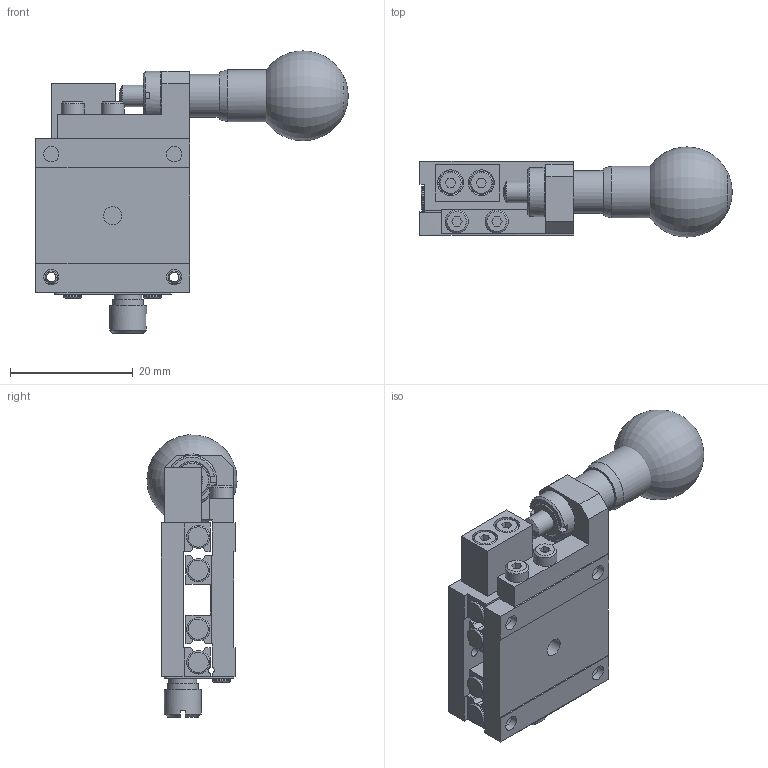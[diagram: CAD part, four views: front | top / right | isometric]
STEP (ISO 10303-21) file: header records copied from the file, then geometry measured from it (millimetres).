
FILE_DESCRIPTION (( 'STEP AP203' ), '1' );
FILE_NAME ('528902.STEP', '2024-11-13T01:11:12', ( 'Windows User' ), ( 'P R C' ), 'SwSTEP 2.0', 'SolidWorks 2020', '' );
FILE_SCHEMA (( 'CONFIG_CONTROL_DESIGN' ));
Products named in the file (1): 528902
Bounding box: 50.8 x 14.67 x 45.91 mm (x, y, z)
Surface area: 7510.9 mm2 (no closed solid volume)
Topology: 0 solids, 10 shells, 2141 faces, 4559 edges, 2429 vertices
Faces by surface type: bspline 1461, cylinder 458, plane 139, cone 82, torus 1
Full cylindrical faces by diameter (mm): 1.567 x8, 2.5 x4, 3 x4, 3.5 x1, 3.8 x12, 4.2 x6, 4.5 x1, 5 x1, 6 x2, 6.3 x1, 7 x1, 8 x1, 8.424 x1
Entity records: 83423 total; most frequent: CARTESIAN_POINT 54788, ORIENTED_EDGE 8821, EDGE_CURVE 4440, VERTEX_POINT 2398, DIRECTION 2306, EDGE_LOOP 2261, FACE_OUTER_BOUND 2204, ADVANCED_FACE 2141
